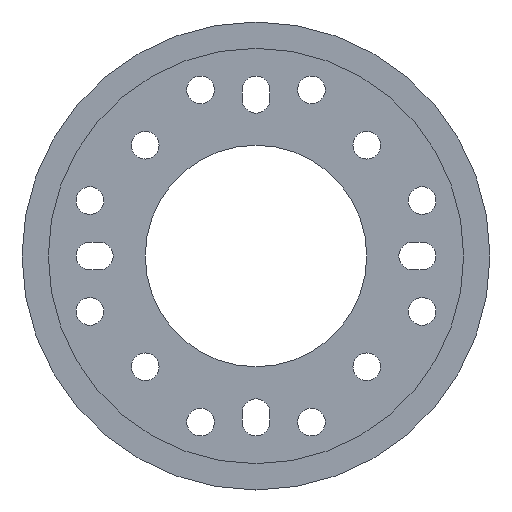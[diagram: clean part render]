
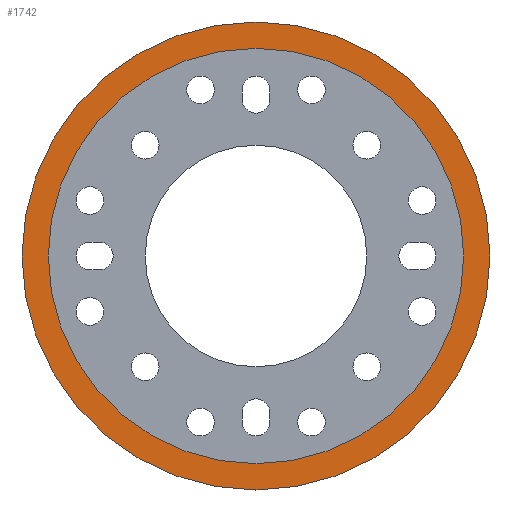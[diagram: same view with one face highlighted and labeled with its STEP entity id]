
A CAD part, left-side view. The second image highlights one B-rep face of the part: STEP entity #1742.
In plain terms, the highlighted planar face has unit normal (-1, 0, 0).
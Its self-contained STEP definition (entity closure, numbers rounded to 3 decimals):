
#112 = DIRECTION ( 'NONE',  ( -1., 0., 0. ) ) ;
#190 = FACE_BOUND ( 'NONE', #1183, .T. ) ;
#203 = CARTESIAN_POINT ( 'NONE',  ( -3., 0., -30. ) ) ;
#306 = CARTESIAN_POINT ( 'NONE',  ( -3., 0., 0. ) ) ;
#311 = EDGE_LOOP ( 'NONE', ( #500, #912 ) ) ;
#333 = DIRECTION ( 'NONE',  ( 0., 0., -1. ) ) ;
#396 = CIRCLE ( 'NONE', #1346, 33.801 ) ;
#407 = DIRECTION ( 'NONE',  ( -1., 0., 0. ) ) ;
#408 = EDGE_CURVE ( 'NONE', #1043, #590, #1469, .T. ) ;
#412 = CARTESIAN_POINT ( 'NONE',  ( -3., 0., 0. ) ) ;
#490 = CARTESIAN_POINT ( 'NONE',  ( -3., 0., -33.801 ) ) ;
#500 = ORIENTED_EDGE ( 'NONE', *, *, #408, .T. ) ;
#572 = VERTEX_POINT ( 'NONE', #203 ) ;
#590 = VERTEX_POINT ( 'NONE', #490 ) ;
#729 = ORIENTED_EDGE ( 'NONE', *, *, #1151, .F. ) ;
#754 = EDGE_CURVE ( 'NONE', #590, #1043, #396, .T. ) ;
#761 = AXIS2_PLACEMENT_3D ( 'NONE', #1235, #977, #1578 ) ;
#849 = DIRECTION ( 'NONE',  ( 0., 0., 1. ) ) ;
#911 = DIRECTION ( 'NONE',  ( 0., 0., 1. ) ) ;
#912 = ORIENTED_EDGE ( 'NONE', *, *, #754, .T. ) ;
#939 = AXIS2_PLACEMENT_3D ( 'NONE', #1104, #1267, #333 ) ;
#977 = DIRECTION ( 'NONE',  ( -1., 0., 0. ) ) ;
#979 = CIRCLE ( 'NONE', #761, 30. ) ;
#1026 = EDGE_CURVE ( 'NONE', #1029, #572, #979, .T. ) ;
#1029 = VERTEX_POINT ( 'NONE', #1848 ) ;
#1043 = VERTEX_POINT ( 'NONE', #1731 ) ;
#1104 = CARTESIAN_POINT ( 'NONE',  ( -3., 0., 0. ) ) ;
#1151 = EDGE_CURVE ( 'NONE', #572, #1029, #1918, .T. ) ;
#1175 = DIRECTION ( 'NONE',  ( 0., 0., 1. ) ) ;
#1183 = EDGE_LOOP ( 'NONE', ( #1199, #729 ) ) ;
#1199 = ORIENTED_EDGE ( 'NONE', *, *, #1026, .F. ) ;
#1235 = CARTESIAN_POINT ( 'NONE',  ( -3., 0., 0. ) ) ;
#1247 = PLANE ( 'NONE',  #939 ) ;
#1267 = DIRECTION ( 'NONE',  ( 1., 0., 0. ) ) ;
#1346 = AXIS2_PLACEMENT_3D ( 'NONE', #1952, #112, #1175 ) ;
#1363 = AXIS2_PLACEMENT_3D ( 'NONE', #412, #407, #849 ) ;
#1469 = CIRCLE ( 'NONE', #1874, 33.801 ) ;
#1526 = DIRECTION ( 'NONE',  ( -1., 0., 0. ) ) ;
#1578 = DIRECTION ( 'NONE',  ( 0., 0., 1. ) ) ;
#1731 = CARTESIAN_POINT ( 'NONE',  ( -3., 0., 33.801 ) ) ;
#1742 = ADVANCED_FACE ( 'NONE', ( #190, #1867 ), #1247, .F. ) ;
#1848 = CARTESIAN_POINT ( 'NONE',  ( -3., 0., 30. ) ) ;
#1867 = FACE_OUTER_BOUND ( 'NONE', #311, .T. ) ;
#1874 = AXIS2_PLACEMENT_3D ( 'NONE', #306, #1526, #911 ) ;
#1918 = CIRCLE ( 'NONE', #1363, 30. ) ;
#1952 = CARTESIAN_POINT ( 'NONE',  ( -3., 0., 0. ) ) ;
